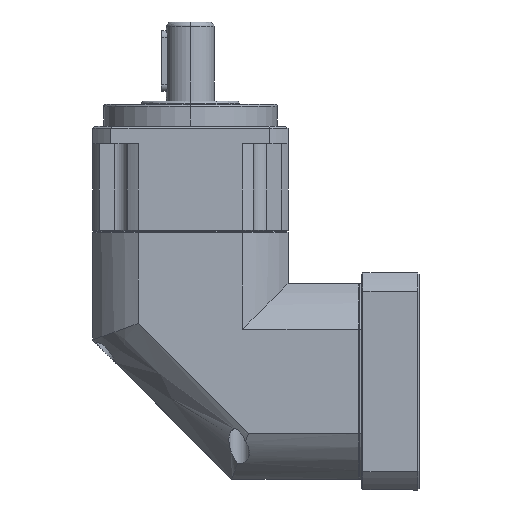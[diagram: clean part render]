
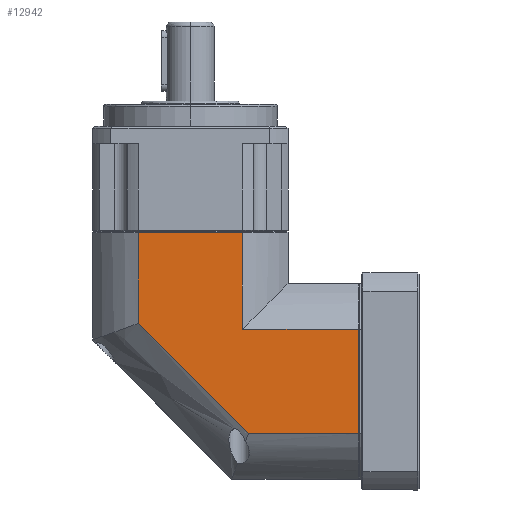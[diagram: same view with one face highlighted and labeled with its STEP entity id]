
A CAD part, left-side view. The second image highlights one B-rep face of the part: STEP entity #12942.
In plain terms, the highlighted face is planar.
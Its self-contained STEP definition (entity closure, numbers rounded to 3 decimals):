
#274 = EDGE_CURVE ( 'NONE', #19715, #14612, #20344, .T. ) ;
#368 = LINE ( 'NONE', #6746, #4601 ) ;
#709 = VECTOR ( 'NONE', #9543, 1000. ) ;
#1109 = CARTESIAN_POINT ( 'NONE',  ( 57.05, -21., 0. ) ) ;
#1606 = VERTEX_POINT ( 'NONE', #9727 ) ;
#1609 = ORIENTED_EDGE ( 'NONE', *, *, #5193, .F. ) ;
#2626 = B_SPLINE_CURVE_WITH_KNOTS ( 'NONE', 3,
 ( #14091, #13864, #13171, #13137 ),
 .UNSPECIFIED., .F., .F.,
 ( 4, 4 ),
 ( 0., 1. ),
 .UNSPECIFIED. ) ;
#3017 = VECTOR ( 'NONE', #20950, 1000. ) ;
#3839 = CARTESIAN_POINT ( 'NONE',  ( 93.1, -122.5, 0. ) ) ;
#3922 = EDGE_CURVE ( 'NONE', #12409, #18481, #368, .T. ) ;
#4019 = VERTEX_POINT ( 'NONE', #11987 ) ;
#4397 = EDGE_CURVE ( 'NONE', #18481, #8222, #2626, .T. ) ;
#4601 = VECTOR ( 'NONE', #10446, 1000. ) ;
#5171 = FACE_OUTER_BOUND ( 'NONE', #5230, .T. ) ;
#5193 = EDGE_CURVE ( 'NONE', #8222, #4019, #8992, .T. ) ;
#5230 = EDGE_LOOP ( 'NONE', ( #5294, #1609, #11675, #17268, #14376, #14318, #19330, #7657 ) ) ;
#5294 = ORIENTED_EDGE ( 'NONE', *, *, #22270, .F. ) ;
#5488 = LINE ( 'NONE', #7777, #709 ) ;
#6622 = CARTESIAN_POINT ( 'NONE',  ( 45.1, -69., 0. ) ) ;
#6746 = CARTESIAN_POINT ( 'NONE',  ( 0.5, -60.5, 0. ) ) ;
#6850 = CARTESIAN_POINT ( 'NONE',  ( 57.05, -60.5, 0. ) ) ;
#7037 = EDGE_CURVE ( 'NONE', #14612, #1606, #13120, .T. ) ;
#7657 = ORIENTED_EDGE ( 'NONE', *, *, #21498, .F. ) ;
#7777 = CARTESIAN_POINT ( 'NONE',  ( 57.05, -122.5, 0. ) ) ;
#8222 = VERTEX_POINT ( 'NONE', #6622 ) ;
#8423 = CARTESIAN_POINT ( 'NONE',  ( 93.1, -71.743, 0. ) ) ;
#8520 = PLANE ( 'NONE',  #22806 ) ;
#8597 = DIRECTION ( 'NONE',  ( 1., 0., 0. ) ) ;
#8992 = B_SPLINE_CURVE_WITH_KNOTS ( 'NONE', 3,
 ( #14431, #14504, #21753, #21681 ),
 .UNSPECIFIED., .F., .F.,
 ( 4, 4 ),
 ( 0., 1. ),
 .UNSPECIFIED. ) ;
#9097 = LINE ( 'NONE', #1109, #13943 ) ;
#9538 = LINE ( 'NONE', #17605, #14363 ) ;
#9543 = DIRECTION ( 'NONE',  ( 1., 0., 0. ) ) ;
#9727 = CARTESIAN_POINT ( 'NONE',  ( 42.357, -21., 0. ) ) ;
#10446 = DIRECTION ( 'NONE',  ( 0., -1., 0. ) ) ;
#11041 = EDGE_CURVE ( 'NONE', #1606, #12409, #9097, .T. ) ;
#11183 = CARTESIAN_POINT ( 'NONE',  ( 45.1, -122.5, 0. ) ) ;
#11536 = CARTESIAN_POINT ( 'NONE',  ( 93.1, -71.743, 0. ) ) ;
#11675 = ORIENTED_EDGE ( 'NONE', *, *, #4397, .F. ) ;
#11837 = DIRECTION ( 'NONE',  ( -1., 0., 0. ) ) ;
#11987 = CARTESIAN_POINT ( 'NONE',  ( 45.1, -90., 0. ) ) ;
#12409 = VERTEX_POINT ( 'NONE', #15624 ) ;
#12414 = DIRECTION ( 'NONE',  ( 0., -1., 0. ) ) ;
#12855 = CARTESIAN_POINT ( 'NONE',  ( 0.5, -69., 0. ) ) ;
#12942 = ADVANCED_FACE ( 'NONE', ( #5171 ), #8520, .F. ) ;
#13120 = LINE ( 'NONE', #8423, #3017 ) ;
#13137 = CARTESIAN_POINT ( 'NONE',  ( 45.1, -69., 0. ) ) ;
#13171 = CARTESIAN_POINT ( 'NONE',  ( 30.233, -69., 0. ) ) ;
#13478 = DIRECTION ( 'NONE',  ( 0., 1., 0. ) ) ;
#13585 = CARTESIAN_POINT ( 'NONE',  ( 93.1, -60.5, 0. ) ) ;
#13864 = CARTESIAN_POINT ( 'NONE',  ( 15.367, -69., 0. ) ) ;
#13943 = VECTOR ( 'NONE', #11837, 1000. ) ;
#14071 = VERTEX_POINT ( 'NONE', #11183 ) ;
#14091 = CARTESIAN_POINT ( 'NONE',  ( 0.5, -69., 0. ) ) ;
#14318 = ORIENTED_EDGE ( 'NONE', *, *, #7037, .F. ) ;
#14363 = VECTOR ( 'NONE', #12414, 1000. ) ;
#14376 = ORIENTED_EDGE ( 'NONE', *, *, #11041, .F. ) ;
#14431 = CARTESIAN_POINT ( 'NONE',  ( 45.1, -69., 0. ) ) ;
#14504 = CARTESIAN_POINT ( 'NONE',  ( 45.1, -76., 0. ) ) ;
#14612 = VERTEX_POINT ( 'NONE', #11536 ) ;
#15624 = CARTESIAN_POINT ( 'NONE',  ( 0.5, -21., 0. ) ) ;
#17268 = ORIENTED_EDGE ( 'NONE', *, *, #3922, .F. ) ;
#17605 = CARTESIAN_POINT ( 'NONE',  ( 45.1, -60.5, 0. ) ) ;
#18481 = VERTEX_POINT ( 'NONE', #12855 ) ;
#19319 = DIRECTION ( 'NONE',  ( 0., 0., 1. ) ) ;
#19330 = ORIENTED_EDGE ( 'NONE', *, *, #274, .F. ) ;
#19715 = VERTEX_POINT ( 'NONE', #3839 ) ;
#20075 = VECTOR ( 'NONE', #13478, 1000. ) ;
#20344 = LINE ( 'NONE', #13585, #20075 ) ;
#20950 = DIRECTION ( 'NONE',  ( -0.707, 0.707, 0. ) ) ;
#21498 = EDGE_CURVE ( 'NONE', #14071, #19715, #5488, .T. ) ;
#21681 = CARTESIAN_POINT ( 'NONE',  ( 45.1, -90., 0. ) ) ;
#21753 = CARTESIAN_POINT ( 'NONE',  ( 45.1, -83., 0. ) ) ;
#22270 = EDGE_CURVE ( 'NONE', #4019, #14071, #9538, .T. ) ;
#22806 = AXIS2_PLACEMENT_3D ( 'NONE', #6850, #19319, #8597 ) ;
